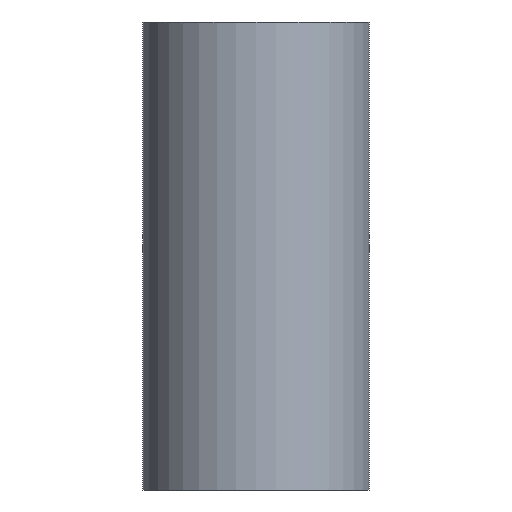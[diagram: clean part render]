
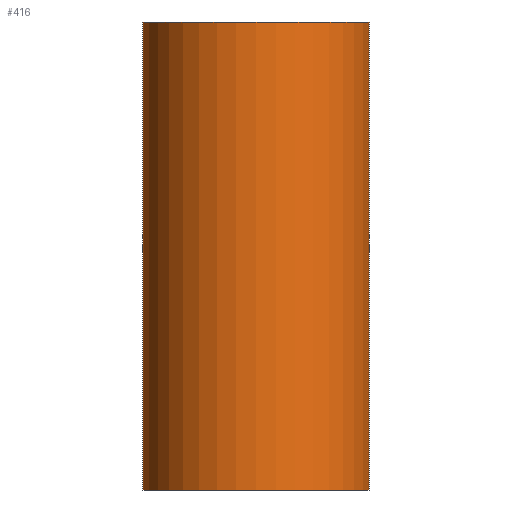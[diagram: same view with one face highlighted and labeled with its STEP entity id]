
A CAD part, front view. The second image highlights one B-rep face of the part: STEP entity #416.
In plain terms, the highlighted cylindrical face has radius 50.8 mm (diameter 101.6 mm), a partial arc.
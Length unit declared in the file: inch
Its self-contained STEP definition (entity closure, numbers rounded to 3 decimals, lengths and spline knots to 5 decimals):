
#80 = LINE ( 'NONE', #997, #1692 ) ;
#91 = CARTESIAN_POINT ( 'NONE',  ( -2., 0., 4.12598 ) ) ;
#274 = CARTESIAN_POINT ( 'NONE',  ( -2., 0., 4.12598 ) ) ;
#288 = CYLINDRICAL_SURFACE ( 'NONE', #331, 2. ) ;
#326 = CARTESIAN_POINT ( 'NONE',  ( 0., 0., 4.12598 ) ) ;
#331 = AXIS2_PLACEMENT_3D ( 'NONE', #699, #1812, #1199 ) ;
#396 = VERTEX_POINT ( 'NONE', #554 ) ;
#416 = ADVANCED_FACE ( 'NONE', ( #535 ), #288, .T. ) ;
#477 = LINE ( 'NONE', #91, #644 ) ;
#496 = EDGE_LOOP ( 'NONE', ( #901, #1731, #1684, #800 ) ) ;
#535 = FACE_OUTER_BOUND ( 'NONE', #496, .T. ) ;
#554 = CARTESIAN_POINT ( 'NONE',  ( 2., 0., 4.12598 ) ) ;
#584 = CARTESIAN_POINT ( 'NONE',  ( -2., 0., -4.12598 ) ) ;
#644 = VECTOR ( 'NONE', #692, 39.37008 ) ;
#645 = VERTEX_POINT ( 'NONE', #274 ) ;
#651 = DIRECTION ( 'NONE',  ( 1., 0., 0. ) ) ;
#679 = VERTEX_POINT ( 'NONE', #733 ) ;
#692 = DIRECTION ( 'NONE',  ( 0., 0., -1. ) ) ;
#699 = CARTESIAN_POINT ( 'NONE',  ( 0., 0., 4.12598 ) ) ;
#733 = CARTESIAN_POINT ( 'NONE',  ( 2., 0., -4.12598 ) ) ;
#766 = DIRECTION ( 'NONE',  ( 0., 0., 1. ) ) ;
#800 = ORIENTED_EDGE ( 'NONE', *, *, #1520, .T. ) ;
#901 = ORIENTED_EDGE ( 'NONE', *, *, #1272, .F. ) ;
#916 = DIRECTION ( 'NONE',  ( 0., 0., 1. ) ) ;
#967 = AXIS2_PLACEMENT_3D ( 'NONE', #326, #766, #651 ) ;
#997 = CARTESIAN_POINT ( 'NONE',  ( 2., 0., 4.12598 ) ) ;
#1011 = VERTEX_POINT ( 'NONE', #584 ) ;
#1070 = DIRECTION ( 'NONE',  ( 1., 0., 0. ) ) ;
#1107 = CIRCLE ( 'NONE', #1680, 2. ) ;
#1199 = DIRECTION ( 'NONE',  ( -1., 0., 0. ) ) ;
#1272 = EDGE_CURVE ( 'NONE', #396, #679, #80, .T. ) ;
#1372 = EDGE_CURVE ( 'NONE', #645, #1011, #477, .T. ) ;
#1520 = EDGE_CURVE ( 'NONE', #1011, #679, #1107, .T. ) ;
#1542 = CIRCLE ( 'NONE', #967, 2. ) ;
#1591 = DIRECTION ( 'NONE',  ( 0., 0., -1. ) ) ;
#1680 = AXIS2_PLACEMENT_3D ( 'NONE', #1819, #916, #1070 ) ;
#1684 = ORIENTED_EDGE ( 'NONE', *, *, #1372, .T. ) ;
#1692 = VECTOR ( 'NONE', #1591, 39.37008 ) ;
#1723 = EDGE_CURVE ( 'NONE', #645, #396, #1542, .T. ) ;
#1731 = ORIENTED_EDGE ( 'NONE', *, *, #1723, .F. ) ;
#1812 = DIRECTION ( 'NONE',  ( 0., 0., -1. ) ) ;
#1819 = CARTESIAN_POINT ( 'NONE',  ( 0., 0., -4.12598 ) ) ;
